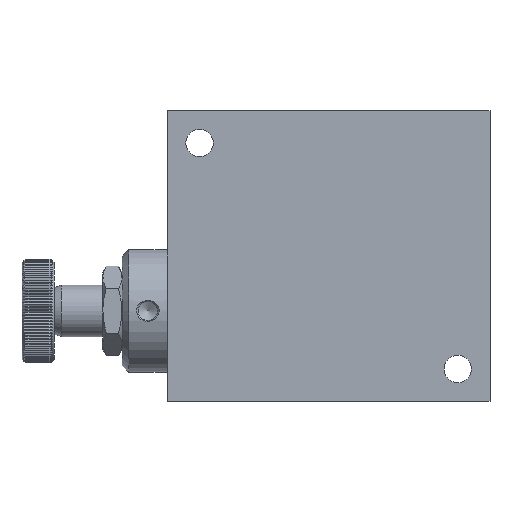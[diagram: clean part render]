
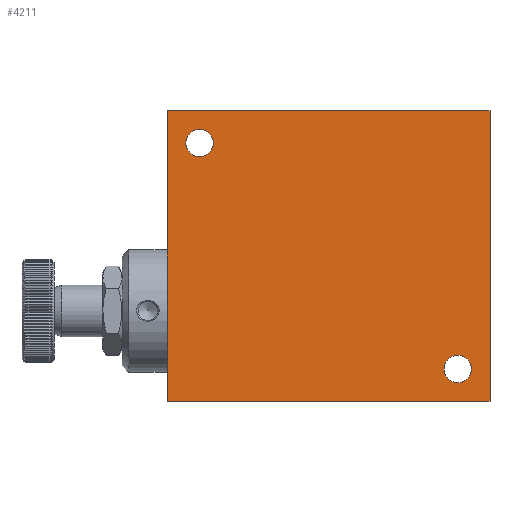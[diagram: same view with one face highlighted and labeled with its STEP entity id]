
A CAD part, left-side view. The second image highlights one B-rep face of the part: STEP entity #4211.
In plain terms, the highlighted planar face has unit normal (-1, 0, 0).
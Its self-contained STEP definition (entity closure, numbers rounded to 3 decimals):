
#29=PLANE('',#4485);
#252=LINE('',#6582,#478);
#256=LINE('',#6593,#482);
#259=LINE('',#6601,#485);
#262=LINE('',#6619,#488);
#478=VECTOR('',#4771,1000.);
#482=VECTOR('',#4779,1000.);
#485=VECTOR('',#4786,1000.);
#488=VECTOR('',#4805,1000.);
#1370=ORIENTED_EDGE('',*,*,#2695,.T.);
#1371=ORIENTED_EDGE('',*,*,#2693,.T.);
#1372=ORIENTED_EDGE('',*,*,#2680,.F.);
#1373=ORIENTED_EDGE('',*,*,#2697,.F.);
#1374=ORIENTED_EDGE('',*,*,#2689,.F.);
#1375=ORIENTED_EDGE('',*,*,#2685,.F.);
#2680=EDGE_CURVE('',#3349,#3350,#252,.T.);
#2685=EDGE_CURVE('',#3350,#3354,#256,.T.);
#2689=EDGE_CURVE('',#3354,#3357,#259,.T.);
#2693=EDGE_CURVE('',#3360,#3360,#3605,.T.);
#2695=EDGE_CURVE('',#3362,#3362,#3607,.T.);
#2697=EDGE_CURVE('',#3357,#3349,#262,.T.);
#3349=VERTEX_POINT('',#6583);
#3350=VERTEX_POINT('',#6584);
#3354=VERTEX_POINT('',#6594);
#3357=VERTEX_POINT('',#6602);
#3360=VERTEX_POINT('',#6610);
#3362=VERTEX_POINT('',#6615);
#3605=CIRCLE('',#4478,4.25);
#3607=CIRCLE('',#4481,4.25);
#3650=EDGE_LOOP('',(#1370));
#3651=EDGE_LOOP('',(#1371));
#3652=EDGE_LOOP('',(#1372,#1373,#1374,#1375));
#3930=FACE_BOUND('',#3650,.T.);
#3931=FACE_BOUND('',#3651,.T.);
#3932=FACE_BOUND('',#3652,.T.);
#4211=ADVANCED_FACE('',(#3930,#3931,#3932),#29,.F.);
#4478=AXIS2_PLACEMENT_3D('',#6609,#4793,#4794);
#4481=AXIS2_PLACEMENT_3D('',#6614,#4799,#4800);
#4485=AXIS2_PLACEMENT_3D('',#6622,#4809,#4810);
#4771=DIRECTION('',(0.,0.,1.));
#4779=DIRECTION('',(0.,-1.,0.));
#4786=DIRECTION('',(0.,0.,-1.));
#4793=DIRECTION('',(1.,0.,0.));
#4794=DIRECTION('',(0.,0.,-1.));
#4799=DIRECTION('',(1.,0.,0.));
#4800=DIRECTION('',(0.,0.,-1.));
#4805=DIRECTION('',(0.,1.,0.));
#4809=DIRECTION('',(1.,0.,0.));
#4810=DIRECTION('',(0.,0.,-1.));
#6582=CARTESIAN_POINT('',(-20.,100.,-45.));
#6583=CARTESIAN_POINT('',(-20.,100.,-45.));
#6584=CARTESIAN_POINT('',(-20.,100.,45.));
#6593=CARTESIAN_POINT('',(-20.,100.,45.));
#6594=CARTESIAN_POINT('',(-20.,0.,45.));
#6601=CARTESIAN_POINT('',(-20.,0.,45.));
#6602=CARTESIAN_POINT('',(-20.,0.,-45.));
#6609=CARTESIAN_POINT('',(-20.,10.,-35.));
#6610=CARTESIAN_POINT('',(-20.,10.,-39.25));
#6614=CARTESIAN_POINT('',(-20.,90.,35.));
#6615=CARTESIAN_POINT('',(-20.,90.,30.75));
#6619=CARTESIAN_POINT('',(-20.,0.,-45.));
#6622=CARTESIAN_POINT('',(-20.,0.,0.));
